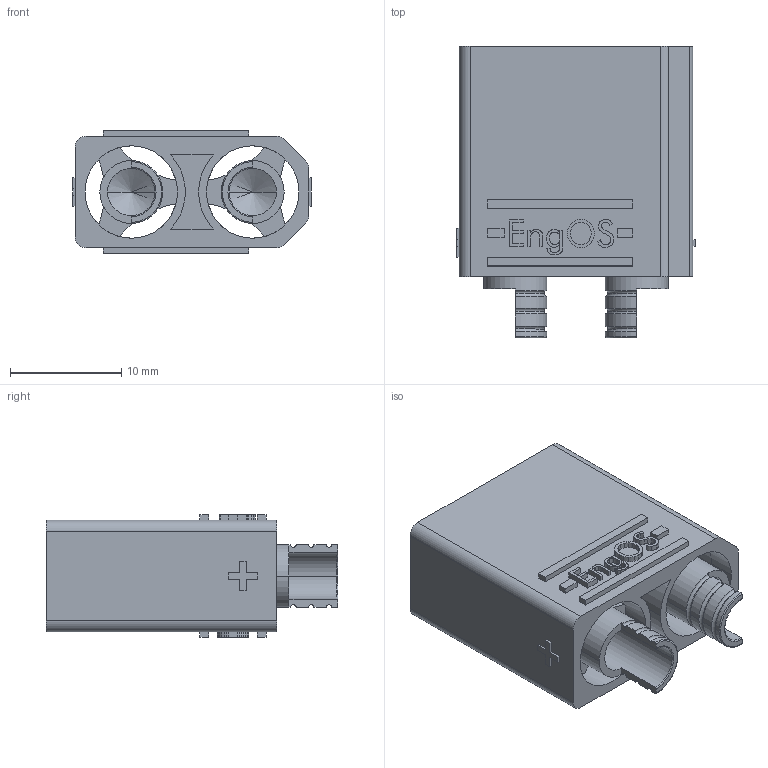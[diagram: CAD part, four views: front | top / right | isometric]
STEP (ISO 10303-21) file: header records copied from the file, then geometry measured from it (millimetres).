
FILE_DESCRIPTION (( 'STEP AP214' ), '1' );
FILE_NAME ('xt90_M.STEP', '2023-05-22T10:33:43', ( '' ), ( '' ), 'SwSTEP 2.0', 'SolidWorks 2021', '' );
FILE_SCHEMA (( 'AUTOMOTIVE_DESIGN' ));
Length unit declared in the file: millimetre
Products named in the file (3): XT90_MALE_PIN.stp; XT90_MALE.stp; xt90_M
Assembly tree (3 placements, depth 2):
  xt90_M
    XT90_MALE.stp
    XT90_MALE_PIN.stp  x2
Bounding box: 21.4 x 26.2 x 11 mm (x, y, z)
Volume: 1852.4 mm3; surface area: 4171.3 mm2
Topology: 3 solids, 3 shells, 511 faces, 1409 edges, 933 vertices
Faces by surface type: plane 283, bspline 97, cylinder 91, torus 28, cone 12
Entity records: 15353 total; most frequent: CARTESIAN_POINT 4356, ORIENTED_EDGE 2478, DIRECTION 1883, EDGE_CURVE 1239, LINE 857, VECTOR 857, VERTEX_POINT 824, AXIS2_PLACEMENT_3D 513
